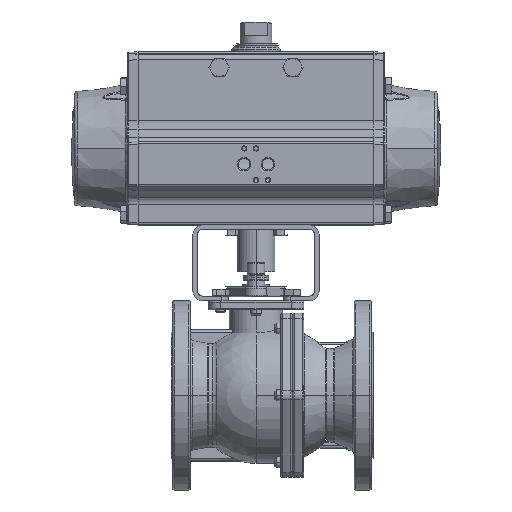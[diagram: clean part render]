
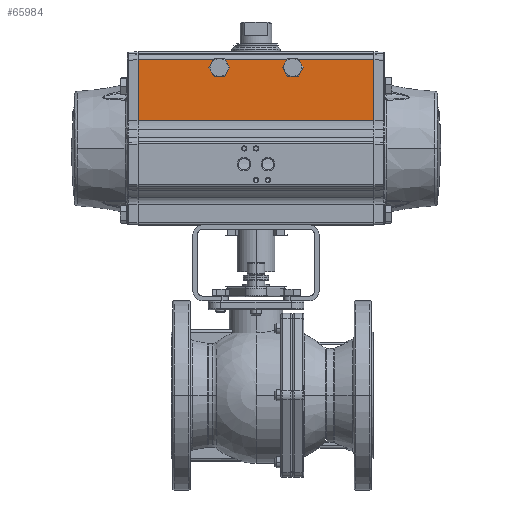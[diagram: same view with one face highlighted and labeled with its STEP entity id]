
A CAD part, top view. The second image highlights one B-rep face of the part: STEP entity #65984.
In plain terms, the highlighted planar face has unit normal (0, 0, 1).
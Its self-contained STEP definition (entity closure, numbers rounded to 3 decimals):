
#1095 = LINE ( 'NONE', #7573, #56915 ) ;
#1809 = VECTOR ( 'NONE', #69088, 39.37 ) ;
#2915 = FACE_OUTER_BOUND ( 'NONE', #52629, .T. ) ;
#5838 = AXIS2_PLACEMENT_3D ( 'NONE', #15251, #58495, #26146 ) ;
#7306 = AXIS2_PLACEMENT_3D ( 'NONE', #53135, #20781, #58573 ) ;
#7381 = ORIENTED_EDGE ( 'NONE', *, *, #33200, .T. ) ;
#7573 = CARTESIAN_POINT ( 'NONE',  ( 4.675, 13.306, 2.516 ) ) ;
#8864 = VECTOR ( 'NONE', #46837, 39.37 ) ;
#9102 = EDGE_CURVE ( 'NONE', #39837, #69924, #16208, .T. ) ;
#9637 = CARTESIAN_POINT ( 'NONE',  ( -4.675, 10.891, 2.516 ) ) ;
#9745 = CIRCLE ( 'NONE', #7306, 0.354 ) ;
#9874 = VECTOR ( 'NONE', #48930, 39.37 ) ;
#15251 = CARTESIAN_POINT ( 'NONE',  ( 4.675, 10.891, 2.516 ) ) ;
#15459 = VERTEX_POINT ( 'NONE', #23901 ) ;
#16208 = LINE ( 'NONE', #31387, #1809 ) ;
#16551 = CARTESIAN_POINT ( 'NONE',  ( 4.675, 13.306, 2.516 ) ) ;
#16960 = DIRECTION ( 'NONE',  ( 0., 0., -1. ) ) ;
#18224 = ORIENTED_EDGE ( 'NONE', *, *, #64006, .F. ) ;
#18937 = ORIENTED_EDGE ( 'NONE', *, *, #46881, .T. ) ;
#19396 = ORIENTED_EDGE ( 'NONE', *, *, #20678, .T. ) ;
#20408 = CARTESIAN_POINT ( 'NONE',  ( -1.619, 13.306, 2.516 ) ) ;
#20678 = EDGE_CURVE ( 'NONE', #28014, #39837, #35920, .T. ) ;
#20711 = ORIENTED_EDGE ( 'NONE', *, *, #56584, .T. ) ;
#20781 = DIRECTION ( 'NONE',  ( 0., 0., -1. ) ) ;
#23901 = CARTESIAN_POINT ( 'NONE',  ( 1.619, 13.306, 2.516 ) ) ;
#24252 = VERTEX_POINT ( 'NONE', #20408 ) ;
#26146 = DIRECTION ( 'NONE',  ( 1., 0., 0. ) ) ;
#27722 = VERTEX_POINT ( 'NONE', #70071 ) ;
#28014 = VERTEX_POINT ( 'NONE', #9637 ) ;
#30051 = LINE ( 'NONE', #69585, #44443 ) ;
#30534 = CARTESIAN_POINT ( 'NONE',  ( 4.675, 10.891, 2.516 ) ) ;
#31387 = CARTESIAN_POINT ( 'NONE',  ( 4.675, 6.755, 2.516 ) ) ;
#33200 = EDGE_CURVE ( 'NONE', #67618, #24252, #56056, .T. ) ;
#35920 = LINE ( 'NONE', #30534, #8864 ) ;
#37281 = DIRECTION ( 'NONE',  ( 0., 1., 0. ) ) ;
#39837 = VERTEX_POINT ( 'NONE', #54122 ) ;
#43569 = EDGE_CURVE ( 'NONE', #69924, #15459, #47360, .T. ) ;
#44443 = VECTOR ( 'NONE', #37281, 39.37 ) ;
#45403 = DIRECTION ( 'NONE',  ( -1., 0., 0. ) ) ;
#45670 = VECTOR ( 'NONE', #48276, 39.37 ) ;
#46595 = VERTEX_POINT ( 'NONE', #53007 ) ;
#46837 = DIRECTION ( 'NONE',  ( 1., 0., 0. ) ) ;
#46881 = EDGE_CURVE ( 'NONE', #27722, #67618, #56370, .T. ) ;
#47360 = LINE ( 'NONE', #53443, #45670 ) ;
#47379 = ORIENTED_EDGE ( 'NONE', *, *, #9102, .T. ) ;
#47403 = PLANE ( 'NONE',  #5838 ) ;
#48276 = DIRECTION ( 'NONE',  ( -1., 0., 0. ) ) ;
#48930 = DIRECTION ( 'NONE',  ( -1., 0., 0. ) ) ;
#49346 = CARTESIAN_POINT ( 'NONE',  ( -1.457, 12.991, 2.516 ) ) ;
#50949 = ORIENTED_EDGE ( 'NONE', *, *, #58255, .T. ) ;
#52629 = EDGE_LOOP ( 'NONE', ( #20711, #18937, #7381, #50949, #18224, #19396, #47379, #56020 ) ) ;
#53007 = CARTESIAN_POINT ( 'NONE',  ( -4.675, 13.306, 2.516 ) ) ;
#53135 = CARTESIAN_POINT ( 'NONE',  ( 1.457, 12.991, 2.516 ) ) ;
#53443 = CARTESIAN_POINT ( 'NONE',  ( 4.675, 13.306, 2.516 ) ) ;
#54122 = CARTESIAN_POINT ( 'NONE',  ( 4.675, 10.891, 2.516 ) ) ;
#54773 = DIRECTION ( 'NONE',  ( 0., 1., 0. ) ) ;
#55503 = CARTESIAN_POINT ( 'NONE',  ( -1.294, 13.306, 2.516 ) ) ;
#56020 = ORIENTED_EDGE ( 'NONE', *, *, #43569, .T. ) ;
#56056 = CIRCLE ( 'NONE', #65895, 0.354 ) ;
#56370 = LINE ( 'NONE', #16551, #9874 ) ;
#56584 = EDGE_CURVE ( 'NONE', #15459, #27722, #9745, .T. ) ;
#56915 = VECTOR ( 'NONE', #45403, 39.37 ) ;
#58255 = EDGE_CURVE ( 'NONE', #24252, #46595, #1095, .T. ) ;
#58495 = DIRECTION ( 'NONE',  ( 0., 0., 1. ) ) ;
#58573 = DIRECTION ( 'NONE',  ( 1., 0., 0. ) ) ;
#62043 = CARTESIAN_POINT ( 'NONE',  ( 4.675, 13.306, 2.516 ) ) ;
#64006 = EDGE_CURVE ( 'NONE', #28014, #46595, #30051, .T. ) ;
#65895 = AXIS2_PLACEMENT_3D ( 'NONE', #49346, #16960, #54773 ) ;
#65984 = ADVANCED_FACE ( 'NONE', ( #2915 ), #47403, .T. ) ;
#67618 = VERTEX_POINT ( 'NONE', #55503 ) ;
#69088 = DIRECTION ( 'NONE',  ( 0., 1., 0. ) ) ;
#69585 = CARTESIAN_POINT ( 'NONE',  ( -4.675, 6.755, 2.516 ) ) ;
#69924 = VERTEX_POINT ( 'NONE', #62043 ) ;
#70071 = CARTESIAN_POINT ( 'NONE',  ( 1.294, 13.306, 2.516 ) ) ;
